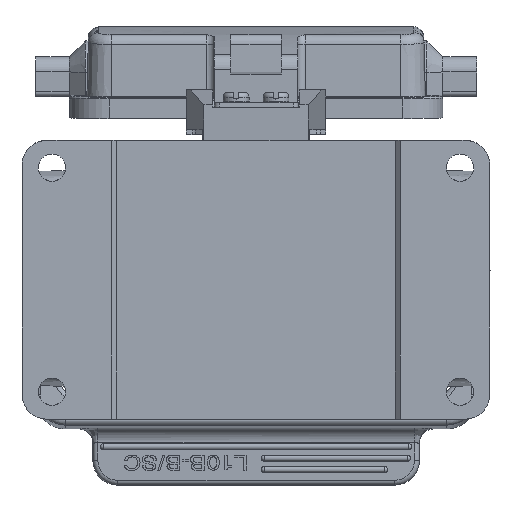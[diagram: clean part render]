
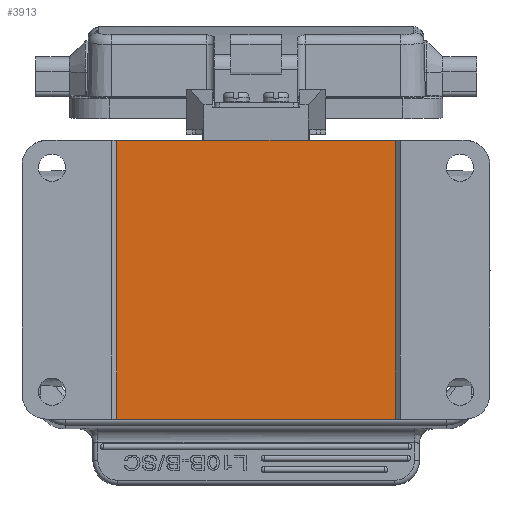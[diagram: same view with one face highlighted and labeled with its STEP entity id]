
A CAD part, front view. The second image highlights one B-rep face of the part: STEP entity #3913.
In plain terms, the highlighted planar face has unit normal (0, -1, -0.009).
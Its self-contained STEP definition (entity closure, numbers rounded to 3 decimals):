
#3913=ADVANCED_FACE('',(#5947),#5208,.F.);
#5208=PLANE('',#26905);
#5947=FACE_OUTER_BOUND('',#7337,.T.);
#7337=EDGE_LOOP('',(#9892,#9893,#9894,#9895));
#9892=ORIENTED_EDGE('',*,*,#19884,.F.);
#9893=ORIENTED_EDGE('',*,*,#19885,.F.);
#9894=ORIENTED_EDGE('',*,*,#19886,.T.);
#9895=ORIENTED_EDGE('',*,*,#19887,.F.);
#17031=VERTEX_POINT('',#37673);
#17032=VERTEX_POINT('',#37674);
#17033=VERTEX_POINT('',#37676);
#17034=VERTEX_POINT('',#37678);
#19884=EDGE_CURVE('',#17031,#17032,#23401,.T.);
#19885=EDGE_CURVE('',#17033,#17031,#23402,.T.);
#19886=EDGE_CURVE('',#17033,#17034,#23403,.T.);
#19887=EDGE_CURVE('',#17032,#17034,#23404,.T.);
#23401=LINE('',#37672,#25069);
#23402=LINE('',#37675,#25070);
#23403=LINE('',#37677,#25071);
#23404=LINE('',#37679,#25072);
#25069=VECTOR('',#29804,1.);
#25070=VECTOR('',#29805,1.);
#25071=VECTOR('',#29806,1.);
#25072=VECTOR('',#29807,1.);
#26905=AXIS2_PLACEMENT_3D('',#37680,#29808,#29809);
#29804=DIRECTION('',(0.,0.009,-1.));
#29805=DIRECTION('',(1.,0.,0.));
#29806=DIRECTION('',(0.,0.009,-1.));
#29807=DIRECTION('',(-1.,0.,0.));
#29808=DIRECTION('',(0.,1.,0.009));
#29809=DIRECTION('',(0.,-0.009,1.));
#37672=CARTESIAN_POINT('',(74.986,-22.285,5.854));
#37673=CARTESIAN_POINT('',(74.986,-22.285,5.854));
#37674=CARTESIAN_POINT('',(74.986,-21.796,-50.144));
#37675=CARTESIAN_POINT('',(18.986,-22.267,5.854));
#37676=CARTESIAN_POINT('',(18.986,-22.267,5.854));
#37677=CARTESIAN_POINT('',(18.986,-22.267,5.854));
#37678=CARTESIAN_POINT('',(18.986,-21.779,-50.144));
#37679=CARTESIAN_POINT('',(74.986,-21.796,-50.144));
#37680=CARTESIAN_POINT('',(46.986,-22.032,-22.145));
